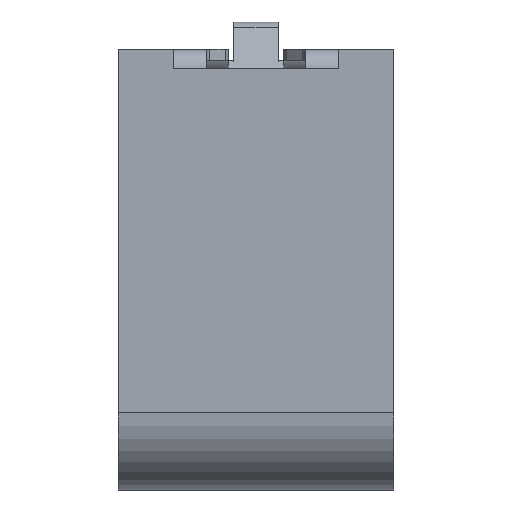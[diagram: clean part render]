
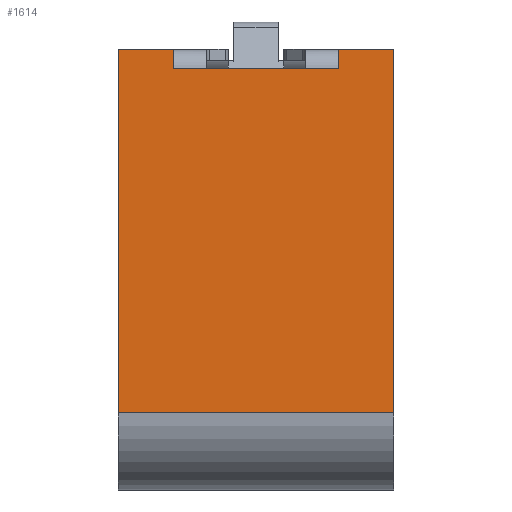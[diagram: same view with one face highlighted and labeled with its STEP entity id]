
A CAD part, front view. The second image highlights one B-rep face of the part: STEP entity #1614.
In plain terms, the highlighted planar face has unit normal (0, -1, 0).
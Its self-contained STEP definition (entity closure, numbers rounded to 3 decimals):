
#15=DIRECTION('',(0.,0.,1.));
#16=VECTOR('',#15,3.3);
#17=CARTESIAN_POINT('',(1.25,0.,-3.3));
#18=LINE('',#17,#16);
#85=DIRECTION('',(0.,0.,1.));
#86=VECTOR('',#85,3.3);
#87=CARTESIAN_POINT('',(-1.25,0.,-3.3));
#88=LINE('',#87,#86);
#320=DIRECTION('',(1.,0.,0.));
#321=VECTOR('',#320,0.3);
#322=CARTESIAN_POINT('',(-0.75,0.,-0.175));
#323=LINE('',#322,#321);
#324=DIRECTION('',(1.,0.,0.));
#325=VECTOR('',#324,0.9);
#326=CARTESIAN_POINT('',(-0.45,0.,-0.175));
#327=LINE('',#326,#325);
#328=DIRECTION('',(1.,0.,0.));
#329=VECTOR('',#328,0.3);
#330=CARTESIAN_POINT('',(0.45,0.,-0.175));
#331=LINE('',#330,#329);
#332=DIRECTION('',(0.,0.,-1.));
#333=VECTOR('',#332,0.175);
#334=CARTESIAN_POINT('',(0.75,0.,0.));
#335=LINE('',#334,#333);
#336=DIRECTION('',(-1.,0.,0.));
#337=VECTOR('',#336,2.5);
#338=CARTESIAN_POINT('',(1.25,0.,-3.3));
#339=LINE('',#338,#337);
#340=DIRECTION('',(0.,0.,-1.));
#341=VECTOR('',#340,0.175);
#342=CARTESIAN_POINT('',(-0.75,0.,0.));
#343=LINE('',#342,#341);
#893=DIRECTION('',(-1.,0.,0.));
#894=VECTOR('',#893,0.5);
#895=CARTESIAN_POINT('',(-0.75,0.,0.));
#896=LINE('',#895,#894);
#901=DIRECTION('',(-1.,0.,0.));
#902=VECTOR('',#901,0.5);
#903=CARTESIAN_POINT('',(1.25,0.,0.));
#904=LINE('',#903,#902);
#914=CARTESIAN_POINT('',(1.25,0.,0.));
#916=VERTEX_POINT('',#914);
#920=CARTESIAN_POINT('',(1.25,0.,-3.3));
#921=VERTEX_POINT('',#920);
#922=CARTESIAN_POINT('',(-1.25,0.,0.));
#924=VERTEX_POINT('',#922);
#928=CARTESIAN_POINT('',(-1.25,0.,-3.3));
#929=VERTEX_POINT('',#928);
#1022=CARTESIAN_POINT('',(-0.75,0.,0.));
#1024=VERTEX_POINT('',#1022);
#1026=CARTESIAN_POINT('',(0.75,0.,0.));
#1028=VERTEX_POINT('',#1026);
#1034=CARTESIAN_POINT('',(-0.75,0.,-0.175));
#1035=VERTEX_POINT('',#1034);
#1036=CARTESIAN_POINT('',(0.75,0.,-0.175));
#1037=VERTEX_POINT('',#1036);
#1066=CARTESIAN_POINT('',(-0.45,0.,-0.175));
#1068=VERTEX_POINT('',#1066);
#1070=CARTESIAN_POINT('',(0.45,0.,-0.175));
#1072=VERTEX_POINT('',#1070);
#1591=CARTESIAN_POINT('',(1.25,0.,-3.3));
#1592=DIRECTION('',(0.,-1.,0.));
#1593=DIRECTION('',(0.,0.,1.));
#1594=AXIS2_PLACEMENT_3D('',#1591,#1592,#1593);
#1595=PLANE('',#1594);
#1596=ORIENTED_EDGE('',*,*,#1564,.T.);
#1598=ORIENTED_EDGE('',*,*,#1597,.T.);
#1599=ORIENTED_EDGE('',*,*,#1586,.T.);
#1601=ORIENTED_EDGE('',*,*,#1600,.F.);
#1603=ORIENTED_EDGE('',*,*,#1602,.F.);
#1604=ORIENTED_EDGE('',*,*,#1185,.F.);
#1606=ORIENTED_EDGE('',*,*,#1605,.T.);
#1607=ORIENTED_EDGE('',*,*,#1284,.T.);
#1609=ORIENTED_EDGE('',*,*,#1608,.F.);
#1611=ORIENTED_EDGE('',*,*,#1610,.T.);
#1612=EDGE_LOOP('',(#1596,#1598,#1599,#1601,#1603,#1604,#1606,#1607,#1609,
#1611));
#1613=FACE_OUTER_BOUND('',#1612,.F.);
#1185=EDGE_CURVE('',#921,#916,#18,.T.);
#1284=EDGE_CURVE('',#929,#924,#88,.T.);
#1564=EDGE_CURVE('',#1035,#1068,#323,.T.);
#1586=EDGE_CURVE('',#1072,#1037,#331,.T.);
#1597=EDGE_CURVE('',#1068,#1072,#327,.T.);
#1600=EDGE_CURVE('',#1028,#1037,#335,.T.);
#1602=EDGE_CURVE('',#916,#1028,#904,.T.);
#1605=EDGE_CURVE('',#921,#929,#339,.T.);
#1608=EDGE_CURVE('',#1024,#924,#896,.T.);
#1610=EDGE_CURVE('',#1024,#1035,#343,.T.);
#1614=ADVANCED_FACE('',(#1613),#1595,.T.);
